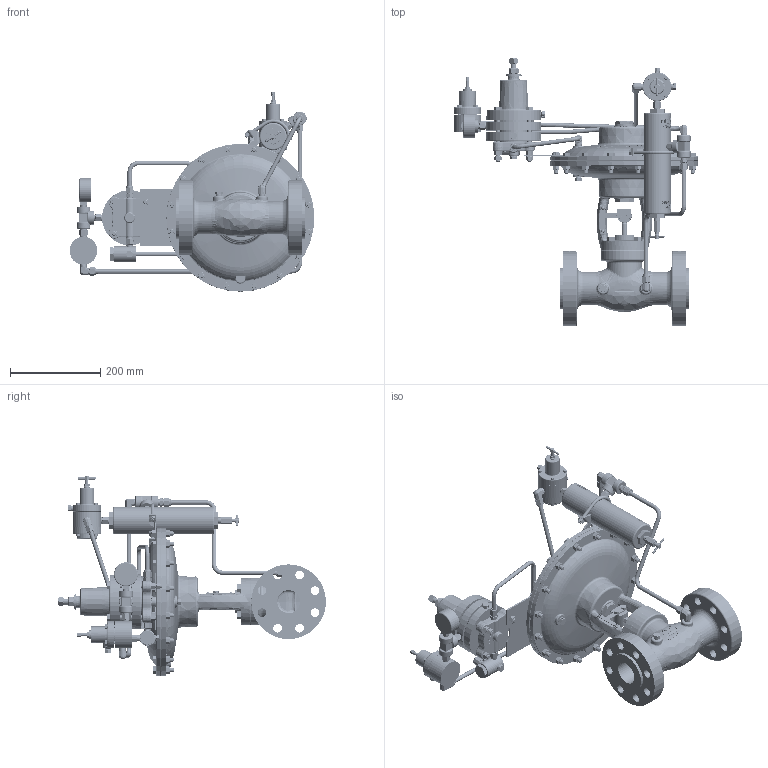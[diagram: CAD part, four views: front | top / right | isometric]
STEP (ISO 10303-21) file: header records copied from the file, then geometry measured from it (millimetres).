
FILE_DESCRIPTION (( 'STEP AP203' ), '1' );
FILE_NAME ('2 INCH HPCV PC 600RF (30 HPBP).STEP', '2017-07-05T12:49:05', ( '' ), ( '' ), 'SwSTEP 2.0', 'SolidWorks 2016', '' );
FILE_SCHEMA (( 'CONFIG_CONTROL_DESIGN' ));
Length unit declared in the file: inch
Products named in the file (1): 2 INCH HPCV PC 600RF (30 HPBP)
Bounding box: 540.97 x 592.27 x 440.81 mm (x, y, z)
Volume: 9479372.8 mm3; surface area: 1552259.9 mm2
Topology: 190 solids, 190 shells, 7184 faces, 17049 edges, 10472 vertices
Faces by surface type: plane 2671, bspline 1533, cone 1391, cylinder 1039, torus 441, sphere 109
Entity records: 342682 total; most frequent: CARTESIAN_POINT 191320, ORIENTED_EDGE 33828, DIRECTION 27329, EDGE_CURVE 16914, AXIS2_PLACEMENT_3D 10568, VERTEX_POINT 10461, EDGE_LOOP 7585, FACE_OUTER_BOUND 7184
